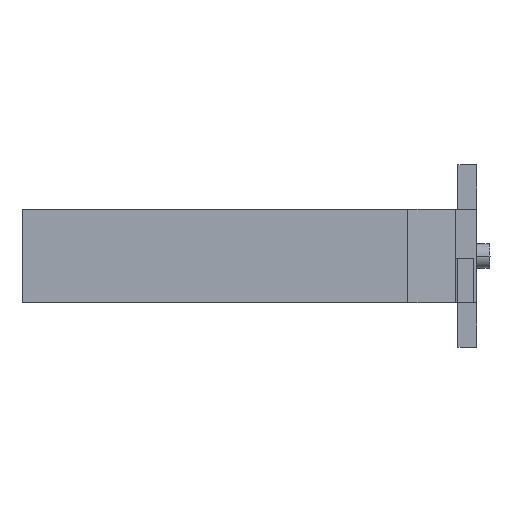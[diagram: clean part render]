
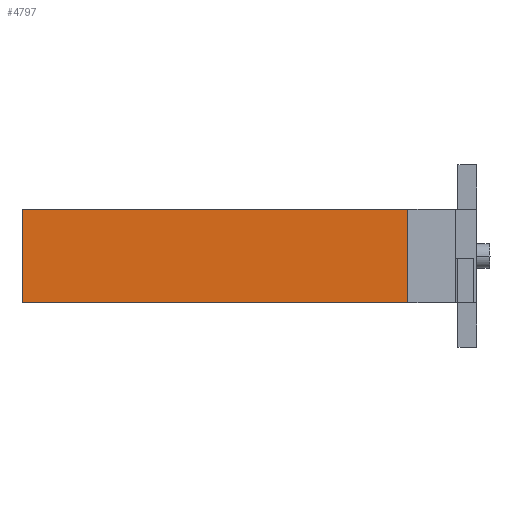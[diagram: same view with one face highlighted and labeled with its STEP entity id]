
A CAD part, left-side view. The second image highlights one B-rep face of the part: STEP entity #4797.
In plain terms, the highlighted planar face has unit normal (-1, 0, 0).
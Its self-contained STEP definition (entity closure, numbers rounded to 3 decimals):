
#292 = CARTESIAN_POINT ( 'NONE',  ( -0.25, 93., 20. ) ) ;
#307 = DIRECTION ( 'NONE',  ( 0., -1., 0. ) ) ;
#319 = LINE ( 'NONE', #292, #3973 ) ;
#386 = DIRECTION ( 'NONE',  ( 0., 0., 1. ) ) ;
#390 = LINE ( 'NONE', #425, #3944 ) ;
#425 = CARTESIAN_POINT ( 'NONE',  ( -0.25, 10.25, 20. ) ) ;
#479 = DIRECTION ( 'NONE',  ( 0., 0., 1. ) ) ;
#501 = LINE ( 'NONE', #506, #4008 ) ;
#506 = CARTESIAN_POINT ( 'NONE',  ( -0.25, 93., 20. ) ) ;
#681 = DIRECTION ( 'NONE',  ( 0., -1., 0. ) ) ;
#706 = CARTESIAN_POINT ( 'NONE',  ( -0.25, 93., 0. ) ) ;
#708 = LINE ( 'NONE', #706, #3983 ) ;
#1097 = CARTESIAN_POINT ( 'NONE',  ( -0.25, 10.25, 0. ) ) ;
#1150 = CARTESIAN_POINT ( 'NONE',  ( -0.25, 93., 0. ) ) ;
#1162 = CARTESIAN_POINT ( 'NONE',  ( -0.25, 93., 20. ) ) ;
#1193 = CARTESIAN_POINT ( 'NONE',  ( -0.25, 10.25, 20. ) ) ;
#3281 = VERTEX_POINT ( 'NONE', #1097 ) ;
#3291 = VERTEX_POINT ( 'NONE', #1162 ) ;
#3292 = VERTEX_POINT ( 'NONE', #1193 ) ;
#3304 = VERTEX_POINT ( 'NONE', #1150 ) ;
#3753 = AXIS2_PLACEMENT_3D ( 'NONE', #5850, #5855, #5851 ) ;
#3944 = VECTOR ( 'NONE', #386, 1000. ) ;
#3973 = VECTOR ( 'NONE', #307, 1000. ) ;
#3983 = VECTOR ( 'NONE', #681, 1000. ) ;
#4008 = VECTOR ( 'NONE', #479, 1000. ) ;
#4797 = ADVANCED_FACE ( 'NONE', ( #5849 ), #5841, .F. ) ;
#4968 = EDGE_CURVE ( 'NONE', #3291, #3292, #319, .T. ) ;
#4994 = EDGE_CURVE ( 'NONE', #3281, #3292, #390, .T. ) ;
#5027 = EDGE_CURVE ( 'NONE', #3304, #3291, #501, .T. ) ;
#5065 = EDGE_CURVE ( 'NONE', #3304, #3281, #708, .T. ) ;
#5841 = PLANE ( 'NONE',  #3753 ) ;
#5849 = FACE_OUTER_BOUND ( 'NONE', #6976, .T. ) ;
#5850 = CARTESIAN_POINT ( 'NONE',  ( -0.25, 93., 20. ) ) ;
#5851 = DIRECTION ( 'NONE',  ( 0., 1., 0. ) ) ;
#5855 = DIRECTION ( 'NONE',  ( 1., 0., 0. ) ) ;
#6458 = ORIENTED_EDGE ( 'NONE', *, *, #5065, .T. ) ;
#6524 = ORIENTED_EDGE ( 'NONE', *, *, #5027, .F. ) ;
#6555 = ORIENTED_EDGE ( 'NONE', *, *, #4994, .T. ) ;
#6571 = ORIENTED_EDGE ( 'NONE', *, *, #4968, .F. ) ;
#6976 = EDGE_LOOP ( 'NONE', ( #6555, #6571, #6524, #6458 ) ) ;
